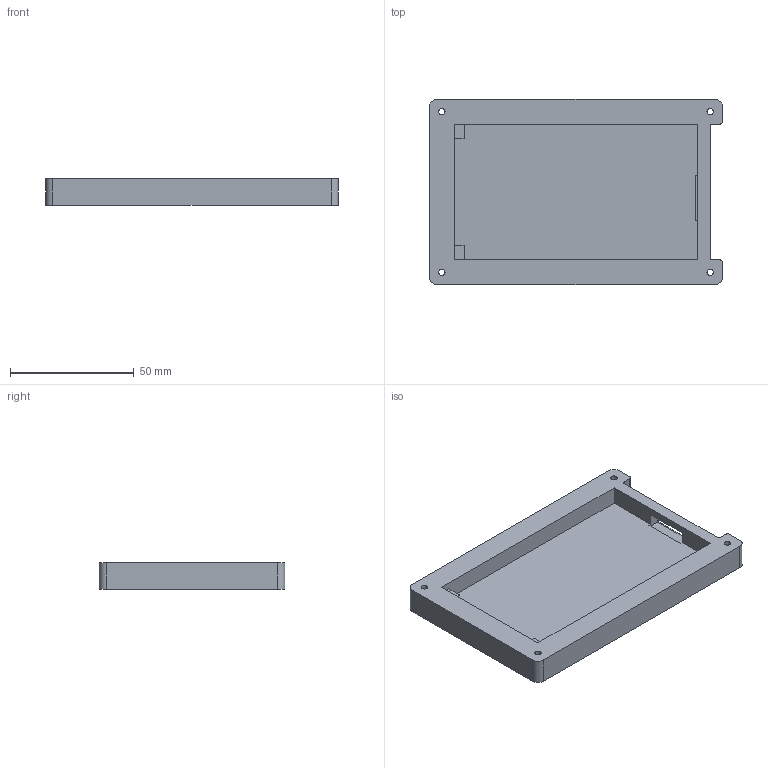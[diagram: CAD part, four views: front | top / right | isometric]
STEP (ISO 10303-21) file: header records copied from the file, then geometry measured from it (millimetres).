
FILE_DESCRIPTION(/* description */ (''),/* implementation_level */ '2;1');
FILE_NAME(/* name */ 'again v9.step',/* time_stamp */ '2025-10-21T21:26:20+08:00',/* author */ (''),/* organization */ (''),/* preprocessor_version */ 'ST-DEVELOPER v20.1',/* originating_system */ 'Autodesk Translation Framework v14.17.0.0',/* authorisation */ '');
FILE_SCHEMA (('AUTOMOTIVE_DESIGN { 1 0 10303 214 3 1 1 }'));
Length unit declared in the file: millimetre
Products named in the file (2): again; base
Assembly tree (1 placements, depth 2):
  again
    base
Bounding box: 118.5 x 75 x 10.6 mm (x, y, z)
Volume: 49333.2 mm3; surface area: 24111.9 mm2
Topology: 1 solids, 1 shells, 50 faces, 128 edges, 84 vertices
Faces by surface type: plane 30, cylinder 20
Full cylindrical faces by diameter (mm): 2.529 x4, 6 x4
Entity records: 1617 total; most frequent: DIRECTION 270, CARTESIAN_POINT 265, ORIENTED_EDGE 256, EDGE_CURVE 128, LINE 92, VECTOR 92, AXIS2_PLACEMENT_3D 89, VERTEX_POINT 84
